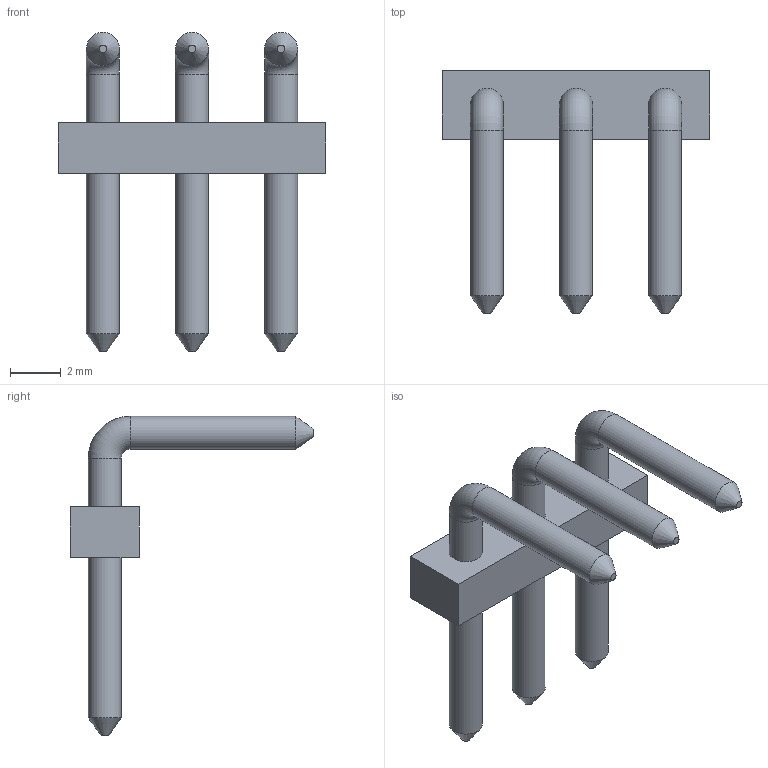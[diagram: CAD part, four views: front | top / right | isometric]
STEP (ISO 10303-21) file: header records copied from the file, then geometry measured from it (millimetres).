
FILE_DESCRIPTION(/* description */ (''),/* implementation_level */ '2;1');
FILE_NAME(/* name */ '823-03-035-2-1.stp',/* time_stamp */ '2026-02-24T11:12:11+01:00',/* author */ ('Andreas.Larin'),/* organization */ (''),/* preprocessor_version */ 'ST-DEVELOPER v20',/* originating_system */ 'Autodesk Inventor 2025',/* authorisation */ '');
FILE_SCHEMA (('AUTOMOTIVE_DESIGN { 1 0 10303 214 3 1 1 }'));
Length unit declared in the file: millimetre
Products named in the file (1): 823-03-035-2-1
Bounding box: 10.5 x 9.55 x 12.55 mm (x, y, z)
Volume: 123.9 mm3; surface area: 314.3 mm2
Topology: 1 solids, 1 shells, 30 faces, 60 edges, 38 vertices
Faces by surface type: plane 12, cylinder 9, cone 6, torus 3
Full cylindrical faces by diameter (mm): 1.3 x9
Entity records: 832 total; most frequent: DIRECTION 155, CARTESIAN_POINT 129, ORIENTED_EDGE 120, AXIS2_PLACEMENT_3D 64, EDGE_CURVE 60, VERTEX_POINT 38, EDGE_LOOP 36, CIRCLE 33
